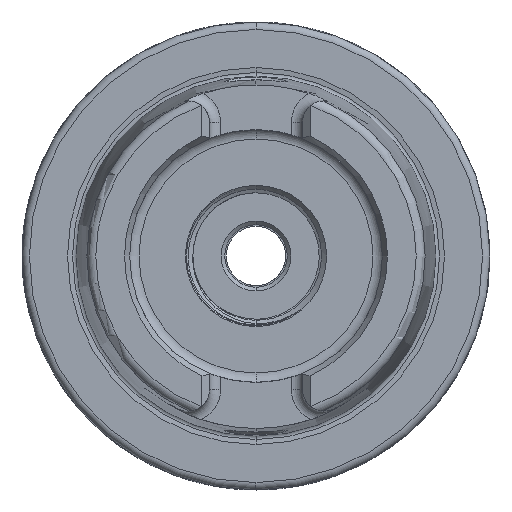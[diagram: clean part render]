
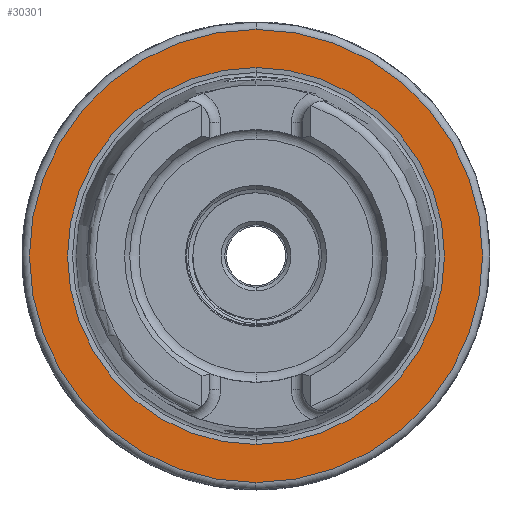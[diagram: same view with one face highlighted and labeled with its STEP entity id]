
A CAD part, left-side view. The second image highlights one B-rep face of the part: STEP entity #30301.
In plain terms, the highlighted planar face has unit normal (-1, 0, 0).
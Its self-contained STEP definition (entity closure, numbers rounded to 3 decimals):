
#65 = DIRECTION ( 'NONE',  ( 0., 0., -1. ) ) ;
#95 = CARTESIAN_POINT ( 'NONE',  ( 0., 0., 0. ) ) ;
#101 = DIRECTION ( 'NONE',  ( 1., 0., 0. ) ) ;
#1645 = CARTESIAN_POINT ( 'NONE',  ( 0., 0., 25.369 ) ) ;
#4321 = CIRCLE ( 'NONE', #12584, 30.5 ) ;
#4440 = CIRCLE ( 'NONE', #12670, 25.369 ) ;
#4540 = VERTEX_POINT ( 'NONE', #22854 ) ;
#4555 = VERTEX_POINT ( 'NONE', #22880 ) ;
#4583 = VERTEX_POINT ( 'NONE', #22947 ) ;
#4971 = EDGE_LOOP ( 'NONE', ( #27789, #27760 ) ) ;
#4997 = EDGE_LOOP ( 'NONE', ( #27791, #27822 ) ) ;
#5163 = CARTESIAN_POINT ( 'NONE',  ( 0., 0., 0. ) ) ;
#5168 = DIRECTION ( 'NONE',  ( -1., 0., 0. ) ) ;
#5172 = DIRECTION ( 'NONE',  ( 0., 0., 1. ) ) ;
#6734 = DIRECTION ( 'NONE',  ( -1., 0., 0. ) ) ;
#6742 = PLANE ( 'NONE',  #12893 ) ;
#6757 = DIRECTION ( 'NONE',  ( 0., 0., 1. ) ) ;
#6773 = CARTESIAN_POINT ( 'NONE',  ( 0., 25.369, 0. ) ) ;
#12392 = EDGE_CURVE ( 'NONE', #4583, #4555, #4321, .T. ) ;
#12508 = EDGE_CURVE ( 'NONE', #4540, #27626, #4440, .T. ) ;
#12584 = AXIS2_PLACEMENT_3D ( 'NONE', #5163, #5168, #5172 ) ;
#12670 = AXIS2_PLACEMENT_3D ( 'NONE', #95, #101, #65 ) ;
#12763 = AXIS2_PLACEMENT_3D ( 'NONE', #26682, #26667, #26671 ) ;
#12784 = AXIS2_PLACEMENT_3D ( 'NONE', #25772, #25797, #25789 ) ;
#12893 = AXIS2_PLACEMENT_3D ( 'NONE', #6773, #6734, #6757 ) ;
#22854 = CARTESIAN_POINT ( 'NONE',  ( 0., 0., -25.369 ) ) ;
#22880 = CARTESIAN_POINT ( 'NONE',  ( 0., 0., 30.5 ) ) ;
#22947 = CARTESIAN_POINT ( 'NONE',  ( 0., 0., -30.5 ) ) ;
#23266 = EDGE_CURVE ( 'NONE', #27626, #4540, #30153, .T. ) ;
#23293 = EDGE_CURVE ( 'NONE', #4555, #4583, #30180, .T. ) ;
#25772 = CARTESIAN_POINT ( 'NONE',  ( 0., 0., 0. ) ) ;
#25789 = DIRECTION ( 'NONE',  ( 0., 0., 1. ) ) ;
#25797 = DIRECTION ( 'NONE',  ( -1., 0., 0. ) ) ;
#26667 = DIRECTION ( 'NONE',  ( 1., 0., 0. ) ) ;
#26671 = DIRECTION ( 'NONE',  ( 0., 0., -1. ) ) ;
#26682 = CARTESIAN_POINT ( 'NONE',  ( 0., 0., 0. ) ) ;
#27626 = VERTEX_POINT ( 'NONE', #1645 ) ;
#27760 = ORIENTED_EDGE ( 'NONE', *, *, #12508, .T. ) ;
#27789 = ORIENTED_EDGE ( 'NONE', *, *, #23266, .T. ) ;
#27791 = ORIENTED_EDGE ( 'NONE', *, *, #23293, .T. ) ;
#27822 = ORIENTED_EDGE ( 'NONE', *, *, #12392, .T. ) ;
#29327 = FACE_OUTER_BOUND ( 'NONE', #4997, .T. ) ;
#29342 = FACE_BOUND ( 'NONE', #4971, .T. ) ;
#30153 = CIRCLE ( 'NONE', #12763, 25.369 ) ;
#30180 = CIRCLE ( 'NONE', #12784, 30.5 ) ;
#30301 = ADVANCED_FACE ( 'NONE', ( #29327, #29342 ), #6742, .T. ) ;
